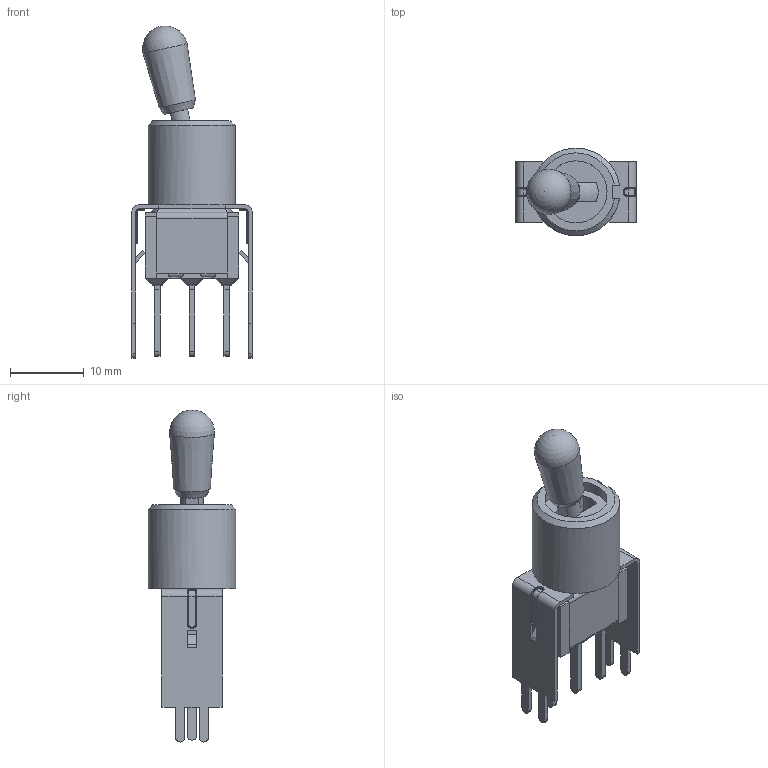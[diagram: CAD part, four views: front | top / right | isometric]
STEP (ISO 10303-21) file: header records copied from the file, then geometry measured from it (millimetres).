
FILE_DESCRIPTION(/* description */ (''),/* implementation_level */ '2;1');
FILE_NAME(/* name */ '100SPxT7B13VS3xE.stp',/* time_stamp */ '2026-01-17T17:36:55-06:00',/* author */ ('jmeyers'),/* organization */ (''),/* preprocessor_version */ 'ST-DEVELOPER v18.1',/* originating_system */ 'Autodesk Inventor 2022',/* authorisation */ '');
FILE_SCHEMA (('AUTOMOTIVE_DESIGN { 1 0 10303 214 3 1 1 }'));
Length unit declared in the file: inch
Products named in the file (1): Part35
Bounding box: 16.26 x 11.85 x 44.88 mm (x, y, z)
Volume: 2255.8 mm3; surface area: 2668.2 mm2
Topology: 1 solids, 1 shells, 381 faces, 976 edges, 589 vertices
Faces by surface type: plane 224, cylinder 106, torus 34, sphere 14, cone 3
Full cylindrical faces by diameter (mm): 8.4 x2
Entity records: 11353 total; most frequent: DIRECTION 2004, CARTESIAN_POINT 1973, ORIENTED_EDGE 1924, EDGE_CURVE 962, LINE 672, VECTOR 672, AXIS2_PLACEMENT_3D 666, VERTEX_POINT 589
